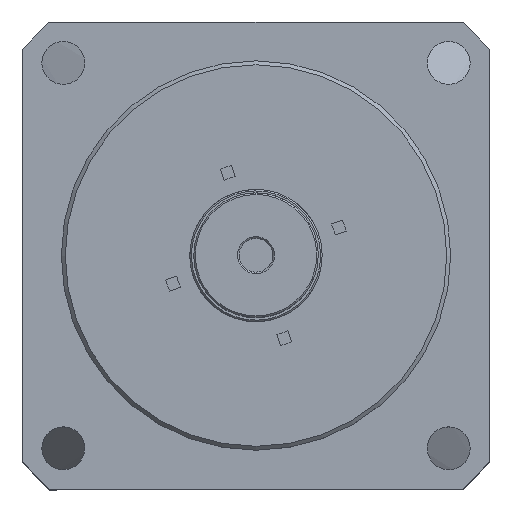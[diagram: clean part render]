
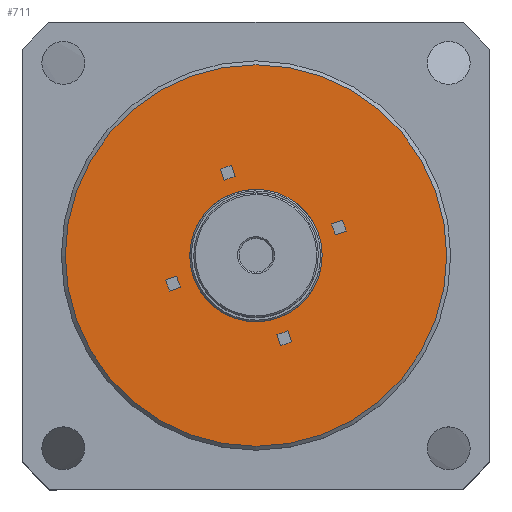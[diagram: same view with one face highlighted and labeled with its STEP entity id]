
A CAD part, top view. The second image highlights one B-rep face of the part: STEP entity #711.
In plain terms, the highlighted planar face has unit normal (0, 0, 1).
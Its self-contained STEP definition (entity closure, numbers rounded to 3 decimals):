
#711 = ADVANCED_FACE( 'NONE', ( #1566, #1567, #1568, #1569, #1570, #1571 ), #1572, .F. );
#1566 = FACE_BOUND( '', #2465, .T. );
#1567 = FACE_BOUND( '', #2466, .T. );
#1568 = FACE_BOUND( '', #2467, .T. );
#1569 = FACE_BOUND( '', #2468, .T. );
#1570 = FACE_BOUND( '', #2469, .T. );
#1571 = FACE_OUTER_BOUND( '', #2470, .T. );
#1572 = PLANE( '', #2471 );
#2465 = EDGE_LOOP( '', ( #4301, #4302, #4303, #4304 ) );
#2466 = EDGE_LOOP( '', ( #4305 ) );
#2467 = EDGE_LOOP( '', ( #4306, #4307, #4308, #4309 ) );
#2468 = EDGE_LOOP( '', ( #4310, #4311, #4312, #4313 ) );
#2469 = EDGE_LOOP( '', ( #4314, #4315, #4316, #4317 ) );
#2470 = EDGE_LOOP( '', ( #4318 ) );
#2471 = AXIS2_PLACEMENT_3D( '', #4319, #4320, #4321 );
#4301 = ORIENTED_EDGE( '', *, *, #4894, .T. );
#4302 = ORIENTED_EDGE( '', *, *, #5222, .T. );
#4303 = ORIENTED_EDGE( '', *, *, #5274, .F. );
#4304 = ORIENTED_EDGE( '', *, *, #4958, .F. );
#4305 = ORIENTED_EDGE( '', *, *, #4603, .T. );
#4306 = ORIENTED_EDGE( '', *, *, #5074, .F. );
#4307 = ORIENTED_EDGE( '', *, *, #5246, .F. );
#4308 = ORIENTED_EDGE( '', *, *, #5183, .T. );
#4309 = ORIENTED_EDGE( '', *, *, #4952, .T. );
#4310 = ORIENTED_EDGE( '', *, *, #5226, .F. );
#4311 = ORIENTED_EDGE( '', *, *, #4681, .F. );
#4312 = ORIENTED_EDGE( '', *, *, #5168, .T. );
#4313 = ORIENTED_EDGE( '', *, *, #5240, .T. );
#4314 = ORIENTED_EDGE( '', *, *, #5275, .T. );
#4315 = ORIENTED_EDGE( '', *, *, #5276, .F. );
#4316 = ORIENTED_EDGE( '', *, *, #5133, .F. );
#4317 = ORIENTED_EDGE( '', *, *, #5157, .T. );
#4318 = ORIENTED_EDGE( '', *, *, #5233, .T. );
#4319 = CARTESIAN_POINT( '', ( -10.839, -0.785, 9.5 ) );
#4320 = DIRECTION( '', ( 0., 0., -1. ) );
#4321 = DIRECTION( '', ( 0.947, 0.322, 0. ) );
#4603 = EDGE_CURVE( '', #5379, #5379, #5380, .T. );
#4681 = EDGE_CURVE( 'NONE', #5518, #5519, #5520, .T. );
#4894 = EDGE_CURVE( 'NONE', #5865, #5866, #5867, .T. );
#4952 = EDGE_CURVE( 'NONE', #5959, #5960, #5961, .T. );
#4958 = EDGE_CURVE( 'NONE', #5865, #5970, #5971, .T. );
#5074 = EDGE_CURVE( 'NONE', #6142, #5960, #6143, .T. );
#5133 = EDGE_CURVE( 'NONE', #6220, #6221, #6222, .T. );
#5157 = EDGE_CURVE( 'NONE', #6220, #6250, #6251, .T. );
#5168 = EDGE_CURVE( 'NONE', #5518, #6263, #6264, .T. );
#5183 = EDGE_CURVE( 'NONE', #6280, #5959, #6281, .T. );
#5222 = EDGE_CURVE( 'NONE', #5866, #6329, #6331, .T. );
#5226 = EDGE_CURVE( 'NONE', #5519, #6335, #6336, .T. );
#5233 = EDGE_CURVE( 'NONE', #6343, #6343, #6344, .T. );
#5240 = EDGE_CURVE( 'NONE', #6263, #6335, #6352, .T. );
#5246 = EDGE_CURVE( 'NONE', #6280, #6142, #6358, .T. );
#5274 = EDGE_CURVE( 'NONE', #5970, #6329, #6393, .T. );
#5275 = EDGE_CURVE( 'NONE', #6250, #6394, #6395, .T. );
#5276 = EDGE_CURVE( 'NONE', #6221, #6394, #6396, .T. );
#5379 = VERTEX_POINT( '', #6525 );
#5380 = CIRCLE( '', #6526, 8.5 );
#5518 = VERTEX_POINT( 'NONE', #6768 );
#5519 = VERTEX_POINT( 'NONE', #6769 );
#5520 = LINE( '', #6770, #6771 );
#5865 = VERTEX_POINT( 'NONE', #7473 );
#5866 = VERTEX_POINT( 'NONE', #7474 );
#5867 = LINE( '', #7475, #7476 );
#5959 = VERTEX_POINT( 'NONE', #7613 );
#5960 = VERTEX_POINT( 'NONE', #7614 );
#5961 = LINE( '', #7615, #7616 );
#5970 = VERTEX_POINT( 'NONE', #7628 );
#5971 = CIRCLE( '', #7629, 12. );
#6142 = VERTEX_POINT( 'NONE', #8039 );
#6143 = CIRCLE( '', #8040, 12. );
#6220 = VERTEX_POINT( 'NONE', #8217 );
#6221 = VERTEX_POINT( 'NONE', #8218 );
#6222 = CIRCLE( '', #8219, 12. );
#6250 = VERTEX_POINT( 'NONE', #8258 );
#6251 = LINE( '', #8259, #8260 );
#6263 = VERTEX_POINT( 'NONE', #8274 );
#6264 = CIRCLE( '', #8275, 10.5 );
#6280 = VERTEX_POINT( 'NONE', #8295 );
#6281 = CIRCLE( '', #8296, 10.5 );
#6329 = VERTEX_POINT( 'NONE', #8363 );
#6331 = CIRCLE( '', #8366, 10.5 );
#6335 = VERTEX_POINT( 'NONE', #8371 );
#6336 = CIRCLE( '', #8372, 12. );
#6343 = VERTEX_POINT( '', #8381 );
#6344 = CIRCLE( '', #8382, 24.5 );
#6352 = LINE( '', #8393, #8394 );
#6358 = LINE( '', #8402, #8403 );
#6393 = LINE( '', #8457, #8458 );
#6394 = VERTEX_POINT( 'NONE', #8459 );
#6395 = CIRCLE( '', #8460, 10.5 );
#6396 = LINE( '', #8461, #8462 );
#6525 = CARTESIAN_POINT( '', ( -10.839, 7.715, 9.5 ) );
#6526 = AXIS2_PLACEMENT_3D( '', #8560, #8561, #8562 );
#6768 = CARTESIAN_POINT( '', ( -0.681, 1.873, 9.5 ) );
#6769 = CARTESIAN_POINT( '', ( 0.742, 2.356, 9.5 ) );
#6770 = CARTESIAN_POINT( '', ( -39.895, -11.447, 9.5 ) );
#6771 = VECTOR( '', #8682, 1000. );
#7473 = CARTESIAN_POINT( '', ( -22.42, -3.927, 9.5 ) );
#7474 = CARTESIAN_POINT( '', ( -20.997, -3.444, 9.5 ) );
#7475 = CARTESIAN_POINT( '', ( -40.377, -10.027, 9.5 ) );
#7476 = VECTOR( '', #8973, 1000. );
#7613 = CARTESIAN_POINT( '', ( -6.76, -10.461, 9.5 ) );
#7614 = CARTESIAN_POINT( '', ( -6.277, -11.884, 9.5 ) );
#7615 = CARTESIAN_POINT( '', ( -10.129, -0.544, 9.5 ) );
#7616 = VECTOR( '', #9047, 1000. );
#7628 = CARTESIAN_POINT( '', ( -21.938, -5.348, 9.5 ) );
#7629 = AXIS2_PLACEMENT_3D( '', #9054, #9055, #9056 );
#8039 = CARTESIAN_POINT( '', ( -7.697, -12.367, 9.5 ) );
#8040 = AXIS2_PLACEMENT_3D( '', #9201, #9202, #9203 );
#8217 = CARTESIAN_POINT( '', ( -13.981, 10.796, 9.5 ) );
#8218 = CARTESIAN_POINT( '', ( -15.401, 10.314, 9.5 ) );
#8219 = AXIS2_PLACEMENT_3D( '', #9274, #9275, #9276 );
#8258 = CARTESIAN_POINT( '', ( -13.497, 9.372, 9.5 ) );
#8259 = CARTESIAN_POINT( '', ( -10.129, -0.544, 9.5 ) );
#8260 = VECTOR( '', #9301, 1000. );
#8274 = CARTESIAN_POINT( '', ( -1.163, 3.293, 9.5 ) );
#8275 = AXIS2_PLACEMENT_3D( '', #9307, #9308, #9309 );
#8295 = CARTESIAN_POINT( '', ( -8.181, -10.943, 9.5 ) );
#8296 = AXIS2_PLACEMENT_3D( '', #9320, #9321, #9322 );
#8363 = CARTESIAN_POINT( '', ( -20.514, -4.864, 9.5 ) );
#8366 = AXIS2_PLACEMENT_3D( '', #9366, #9367, #9368 );
#8371 = CARTESIAN_POINT( '', ( 0.26, 3.777, 9.5 ) );
#8372 = AXIS2_PLACEMENT_3D( '', #9370, #9371, #9372 );
#8381 = CARTESIAN_POINT( '', ( 13.661, -0.785, 9.5 ) );
#8382 = AXIS2_PLACEMENT_3D( '', #9375, #9376, #9377 );
#8393 = CARTESIAN_POINT( '', ( -40.377, -10.027, 9.5 ) );
#8394 = VECTOR( '', #9381, 1000. );
#8402 = CARTESIAN_POINT( '', ( -11.549, -1.027, 9.5 ) );
#8403 = VECTOR( '', #9384, 1000. );
#8457 = CARTESIAN_POINT( '', ( -39.895, -11.447, 9.5 ) );
#8458 = VECTOR( '', #9408, 1000. );
#8459 = CARTESIAN_POINT( '', ( -14.918, 8.89, 9.5 ) );
#8460 = AXIS2_PLACEMENT_3D( '', #9409, #9410, #9411 );
#8461 = CARTESIAN_POINT( '', ( -11.549, -1.027, 9.5 ) );
#8462 = VECTOR( '', #9412, 1000. );
#8560 = CARTESIAN_POINT( '', ( -10.839, -0.785, 9.5 ) );
#8561 = DIRECTION( '', ( 0., 0., -1. ) );
#8562 = DIRECTION( '', ( 0., 1., 0. ) );
#8682 = DIRECTION( '', ( 0.947, 0.322, 0. ) );
#8973 = DIRECTION( '', ( 0.947, 0.322, 0. ) );
#9047 = DIRECTION( '', ( 0.322, -0.947, 0. ) );
#9054 = CARTESIAN_POINT( '', ( -10.839, -0.785, 9.5 ) );
#9055 = DIRECTION( '', ( 0., 0., 1. ) );
#9056 = DIRECTION( '', ( -0.947, -0.322, 0. ) );
#9201 = CARTESIAN_POINT( '', ( -10.839, -0.785, 9.5 ) );
#9202 = DIRECTION( '', ( 0., 0., 1. ) );
#9203 = DIRECTION( '', ( -0.947, -0.322, 0. ) );
#9274 = CARTESIAN_POINT( '', ( -10.839, -0.785, 9.5 ) );
#9275 = DIRECTION( '', ( 0., 0., 1. ) );
#9276 = DIRECTION( '', ( -0.947, -0.322, 0. ) );
#9301 = DIRECTION( '', ( 0.322, -0.947, 0. ) );
#9307 = CARTESIAN_POINT( '', ( -10.839, -0.785, 9.5 ) );
#9308 = DIRECTION( '', ( 0., 0., 1. ) );
#9309 = DIRECTION( '', ( -0.947, -0.322, 0. ) );
#9320 = CARTESIAN_POINT( '', ( -10.839, -0.785, 9.5 ) );
#9321 = DIRECTION( '', ( 0., 0., 1. ) );
#9322 = DIRECTION( '', ( -0.947, -0.322, 0. ) );
#9366 = CARTESIAN_POINT( '', ( -10.839, -0.785, 9.5 ) );
#9367 = DIRECTION( '', ( 0., 0., 1. ) );
#9368 = DIRECTION( '', ( -0.947, -0.322, 0. ) );
#9370 = CARTESIAN_POINT( '', ( -10.839, -0.785, 9.5 ) );
#9371 = DIRECTION( '', ( 0., 0., 1. ) );
#9372 = DIRECTION( '', ( -0.947, -0.322, 0. ) );
#9375 = CARTESIAN_POINT( '', ( -10.839, -0.785, 9.5 ) );
#9376 = DIRECTION( '', ( 0., 0., 1. ) );
#9377 = DIRECTION( '', ( 1., 0., 0. ) );
#9381 = DIRECTION( '', ( 0.947, 0.322, 0. ) );
#9384 = DIRECTION( '', ( 0.322, -0.947, 0. ) );
#9408 = DIRECTION( '', ( 0.947, 0.322, 0. ) );
#9409 = CARTESIAN_POINT( '', ( -10.839, -0.785, 9.5 ) );
#9410 = DIRECTION( '', ( 0., 0., 1. ) );
#9411 = DIRECTION( '', ( -0.947, -0.322, 0. ) );
#9412 = DIRECTION( '', ( 0.322, -0.947, 0. ) );
